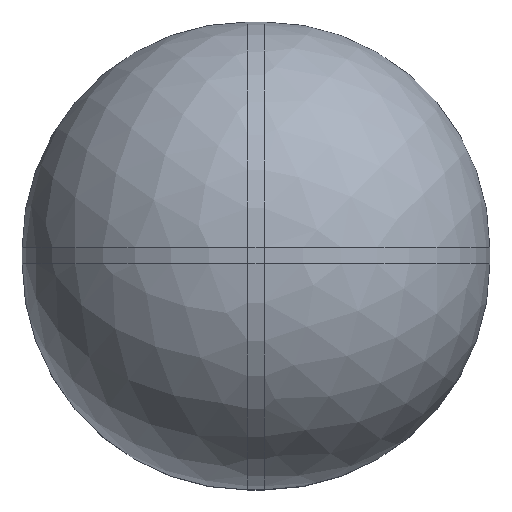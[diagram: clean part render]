
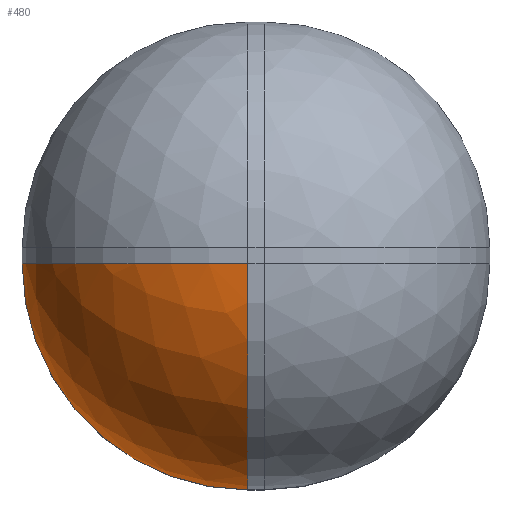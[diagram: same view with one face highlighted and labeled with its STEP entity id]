
A CAD part, top view. The second image highlights one B-rep face of the part: STEP entity #480.
In plain terms, the highlighted spherical face has radius 70 mm.
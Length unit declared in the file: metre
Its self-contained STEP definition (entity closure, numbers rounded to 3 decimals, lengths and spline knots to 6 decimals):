
#112=CARTESIAN_POINT('',(-0.0025,-0.0025,0.03));
#113=DIRECTION('',(0.,0.,1.));
#114=DIRECTION('',(-1.,0.,0.));
#115=AXIS2_PLACEMENT_3D('',#112,#113,#114);
#117=CARTESIAN_POINT('',(-0.0025,-0.0025,0.03));
#118=DIRECTION('',(0.,-1.,0.));
#119=DIRECTION('',(0.,0.,1.));
#120=AXIS2_PLACEMENT_3D('',#117,#118,#119);
#122=CARTESIAN_POINT('',(-0.0025,-0.0025,0.03));
#123=DIRECTION('',(-1.,0.,0.));
#124=DIRECTION('',(0.,-1.,0.));
#125=AXIS2_PLACEMENT_3D('',#122,#123,#124);
#226=CARTESIAN_POINT('',(-0.0725,-0.0025,0.03));
#228=VERTEX_POINT('',#226);
#230=CARTESIAN_POINT('',(-0.0025,-0.0025,0.1));
#232=VERTEX_POINT('',#230);
#233=CARTESIAN_POINT('',(-0.0025,-0.0725,0.03));
#235=VERTEX_POINT('',#233);
#470=CARTESIAN_POINT('',(-0.0025,-0.0025,0.03));
#471=DIRECTION('',(0.,-0.707,-0.707));
#472=DIRECTION('',(0.,-0.707,0.707));
#473=AXIS2_PLACEMENT_3D('',#470,#471,#472);
#474=SPHERICAL_SURFACE('',#473,0.07);
#475=ORIENTED_EDGE('',*,*,#436,.F.);
#476=ORIENTED_EDGE('',*,*,#406,.F.);
#477=ORIENTED_EDGE('',*,*,#462,.F.);
#478=EDGE_LOOP('',(#475,#476,#477));
#479=FACE_OUTER_BOUND('',#478,.F.);
#480=ADVANCED_FACE('',(#479),#474,.T.);
#116=CIRCLE('',#115,0.07);
#121=CIRCLE('',#120,0.07);
#126=CIRCLE('',#125,0.07);
#406=EDGE_CURVE('',#232,#228,#121,.T.);
#436=EDGE_CURVE('',#228,#235,#116,.T.);
#462=EDGE_CURVE('',#235,#232,#126,.T.);
